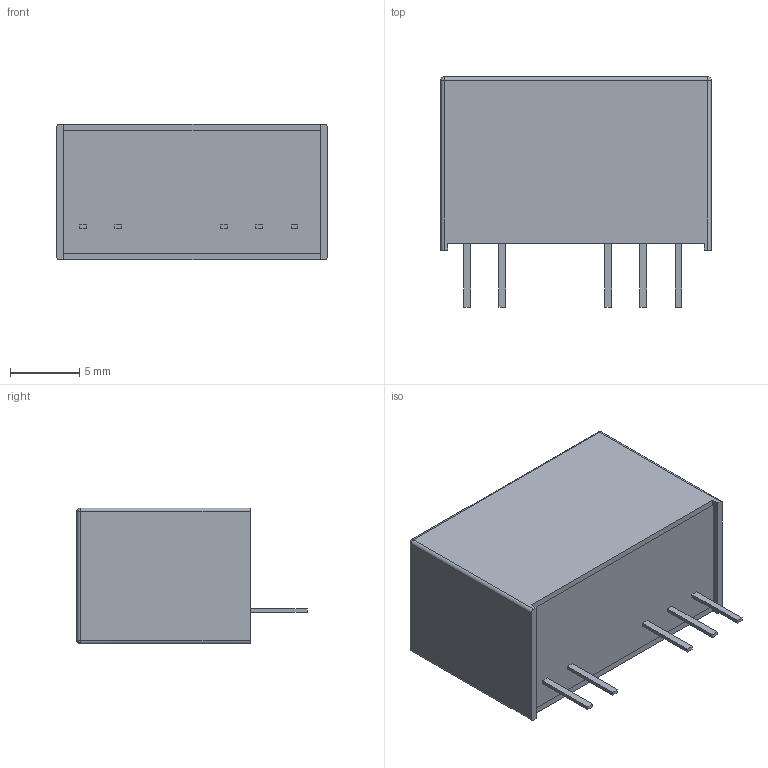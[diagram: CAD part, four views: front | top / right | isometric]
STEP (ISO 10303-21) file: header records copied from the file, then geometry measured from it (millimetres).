
FILE_DESCRIPTION (( 'STEP AP214' ), '1' );
FILE_NAME ('R24P21503D.STEP', '2021-05-09T03:43:37', ( '' ), ( '' ), 'SwSTEP 2.0', 'SolidWorks 2017', '' );
FILE_SCHEMA (( 'AUTOMOTIVE_DESIGN' ));
Length unit declared in the file: millimetre
Products named in the file (8): R05P21503D_potting_1; R05P21503D_pin1(+Vin)_1; R05P21503D_pin5(-Vout)_1; R05P21503D_pin2(-Vin)_1; R05P21503D_pin6(Com)_1; R24P21503D; R05P21503D_pin7(+Vout)_1; R05P21503D_case_1
Assembly tree (7 placements, depth 2):
  R24P21503D
    R05P21503D_case_1
    R05P21503D_pin7(+Vout)_1
    R05P21503D_pin5(-Vout)_1
    R05P21503D_pin6(Com)_1
    R05P21503D_pin1(+Vin)_1
    R05P21503D_potting_1
    R05P21503D_pin2(-Vin)_1
Bounding box: 19.5 x 16.6 x 9.8 mm (x, y, z)
Volume: 2299.5 mm3; surface area: 2719.7 mm2
Topology: 7 solids, 7 shells, 64 faces, 140 edges, 88 vertices
Faces by surface type: plane 50, cylinder 8, sphere 4, bspline 2
Entity records: 2434 total; most frequent: CARTESIAN_POINT 330, DIRECTION 304, ORIENTED_EDGE 276, EDGE_CURVE 138, VECTOR 116, LINE 116, AXIS2_PLACEMENT_3D 94, VERTEX_POINT 88
